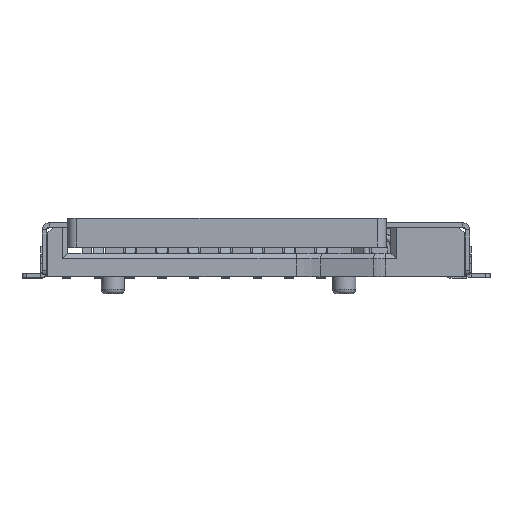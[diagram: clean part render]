
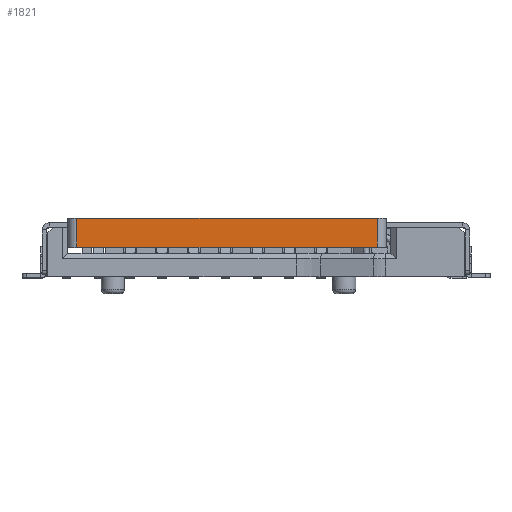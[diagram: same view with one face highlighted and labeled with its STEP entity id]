
A CAD part, top view. The second image highlights one B-rep face of the part: STEP entity #1821.
In plain terms, the highlighted planar face has unit normal (0, 0, 1).
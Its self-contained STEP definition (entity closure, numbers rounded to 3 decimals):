
#1821=ADVANCED_FACE('',(#5196),#5197,.T.);
#5196=FACE_OUTER_BOUND('',#13490,.T.);
#5197=PLANE('',#13491);
#13490=EDGE_LOOP('',(#26929,#26930,#26931,#26932));
#13491=AXIS2_PLACEMENT_3D('',#26933,#26934,#26935);
#26929=ORIENTED_EDGE('',*,*,#31143,.F.);
#26930=ORIENTED_EDGE('',*,*,#31250,.T.);
#26931=ORIENTED_EDGE('',*,*,#31122,.F.);
#26932=ORIENTED_EDGE('',*,*,#31249,.F.);
#26933=CARTESIAN_POINT('',(4.5,1.7,9.701));
#26934=DIRECTION('',(0.0,0.0,1.0));
#26935=DIRECTION('',(-1.0,0.0,0.0));
#31122=EDGE_CURVE('',#37941,#37943,#37944,.T.);
#31143=EDGE_CURVE('',#37978,#37980,#37981,.T.);
#31249=EDGE_CURVE('',#37980,#37941,#38152,.T.);
#31250=EDGE_CURVE('',#37978,#37943,#38153,.T.);
#37941=VERTEX_POINT('',#49581);
#37943=VERTEX_POINT('',#49583);
#37944=LINE('',#49584,#49585);
#37978=VERTEX_POINT('',#49632);
#37980=VERTEX_POINT('',#49634);
#37981=LINE('',#49635,#49636);
#38152=LINE('',#49916,#49917);
#38153=LINE('',#49918,#49919);
#49581=CARTESIAN_POINT('',(-6.2,2.0,9.701));
#49583=CARTESIAN_POINT('',(4.2,2.0,9.701));
#49584=CARTESIAN_POINT('',(-6.2,2.0,9.701));
#49585=VECTOR('',#55958,10.4);
#49632=CARTESIAN_POINT('',(4.2,1.0,9.701));
#49634=CARTESIAN_POINT('',(-6.2,1.0,9.701));
#49635=CARTESIAN_POINT('',(4.2,1.0,9.701));
#49636=VECTOR('',#55993,10.4);
#49916=CARTESIAN_POINT('',(-6.2,1.0,9.701));
#49917=VECTOR('',#56100,1.0);
#49918=CARTESIAN_POINT('',(4.2,1.0,9.701));
#49919=VECTOR('',#56101,1.0);
#55958=DIRECTION('',(1.0,0.0,0.0));
#55993=DIRECTION('',(-1.0,0.0,0.0));
#56100=DIRECTION('',(0.0,1.0,0.0));
#56101=DIRECTION('',(0.0,1.0,0.0));
